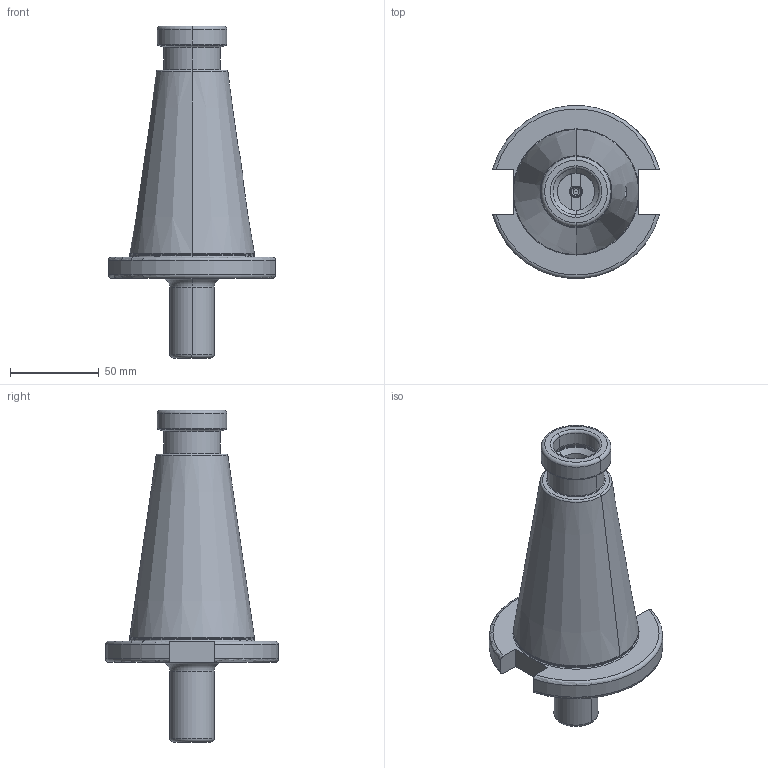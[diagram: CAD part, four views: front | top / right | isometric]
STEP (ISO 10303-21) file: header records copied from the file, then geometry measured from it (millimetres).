
FILE_DESCRIPTION((''),'2;1');
FILE_NAME('501_08_01','2020-09-09T',('103090'),(''),'CREO PARAMETRIC BY PTC INC, 2016260','CREO PARAMETRIC BY PTC INC, 2016260','');
FILE_SCHEMA(('CONFIG_CONTROL_DESIGN'));
Length unit declared in the file: millimetre
Products named in the file (1): 501_08_01
Bounding box: 94.05 x 97.13 x 186.8 mm (x, y, z)
Volume: 354147.3 mm3; surface area: 47979.8 mm2
Topology: 1 solids, 1 shells, 136 faces, 304 edges, 182 vertices
Faces by surface type: plane 42, cylinder 32, cone 32, torus 30
Entity records: 4050 total; most frequent: CARTESIAN_POINT 939, DIRECTION 696, ORIENTED_EDGE 608, EDGE_CURVE 304, AXIS2_PLACEMENT_3D 293, VERTEX_POINT 182, CIRCLE 154, EDGE_LOOP 148
